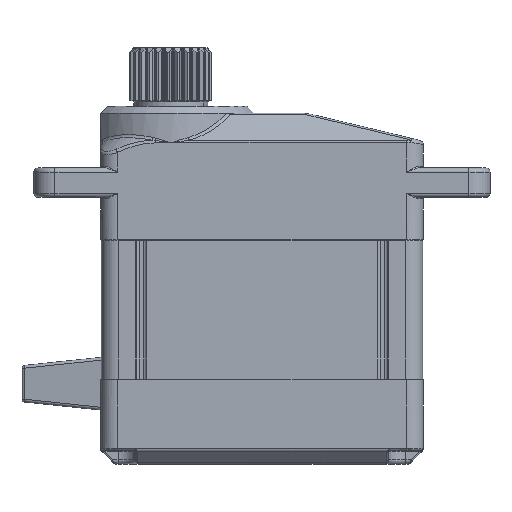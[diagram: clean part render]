
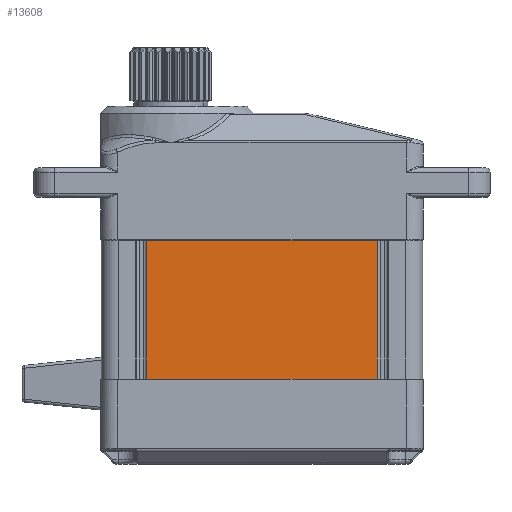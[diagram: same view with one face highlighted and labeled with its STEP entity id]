
A CAD part, left-side view. The second image highlights one B-rep face of the part: STEP entity #13608.
In plain terms, the highlighted planar face has unit normal (-1, 0, 0).
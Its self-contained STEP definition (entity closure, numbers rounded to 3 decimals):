
#13407=AXIS2_PLACEMENT_3D('Plane Axis2P3D',#13404,#13405,#13406) ;
#10991=CARTESIAN_POINT('Line Origine',(-5.9,0.,-9.05)) ;
#10995=CARTESIAN_POINT('Vertex',(-5.9,8.205,-9.05)) ;
#10997=CARTESIAN_POINT('Vertex',(-5.9,-8.205,-9.05)) ;
#13404=CARTESIAN_POINT('Axis2P3D Location',(-5.9,8.95,0.)) ;
#13583=CARTESIAN_POINT('Line Origine',(-5.9,-8.205,-14.)) ;
#13587=CARTESIAN_POINT('Vertex',(-5.9,-8.205,-18.95)) ;
#13590=CARTESIAN_POINT('Line Origine',(-5.9,8.205,-14.)) ;
#13594=CARTESIAN_POINT('Vertex',(-5.9,8.205,-18.95)) ;
#13597=CARTESIAN_POINT('Line Origine',(-5.9,0.,-18.95)) ;
#10992=DIRECTION('Vector Direction',(0.,-1.,0.)) ;
#13405=DIRECTION('Axis2P3D Direction',(-1.,0.,0.)) ;
#13406=DIRECTION('Axis2P3D XDirection',(0.,1.,0.)) ;
#13584=DIRECTION('Vector Direction',(0.,0.,1.)) ;
#13591=DIRECTION('Vector Direction',(0.,0.,1.)) ;
#13598=DIRECTION('Vector Direction',(0.,1.,0.)) ;
#10993=VECTOR('Line Direction',#10992,1.) ;
#13585=VECTOR('Line Direction',#13584,1.) ;
#13592=VECTOR('Line Direction',#13591,1.) ;
#13599=VECTOR('Line Direction',#13598,1.) ;
#13603=ORIENTED_EDGE('',*,*,#13589,.T.) ;
#13604=ORIENTED_EDGE('',*,*,#10999,.F.) ;
#13605=ORIENTED_EDGE('',*,*,#13596,.F.) ;
#13606=ORIENTED_EDGE('',*,*,#13601,.T.) ;
#13608=ADVANCED_FACE('TURNIGY TGY-210DMH',(#13607),#13408,.T.) ;
#10999=EDGE_CURVE('',#10996,#10998,#10994,.T.) ;
#13589=EDGE_CURVE('',#13588,#10998,#13586,.T.) ;
#13596=EDGE_CURVE('',#13595,#10996,#13593,.T.) ;
#13601=EDGE_CURVE('',#13595,#13588,#13600,.F.) ;
#13602=EDGE_LOOP('',(#13603,#13604,#13605,#13606)) ;
#13607=FACE_OUTER_BOUND('',#13602,.T.) ;
#10994=LINE('Line',#10991,#10993) ;
#13586=LINE('Line',#13583,#13585) ;
#13593=LINE('Line',#13590,#13592) ;
#13600=LINE('Line',#13597,#13599) ;
#13408=PLANE('Plane',#13407) ;
#10996=VERTEX_POINT('',#10995) ;
#10998=VERTEX_POINT('',#10997) ;
#13588=VERTEX_POINT('',#13587) ;
#13595=VERTEX_POINT('',#13594) ;
